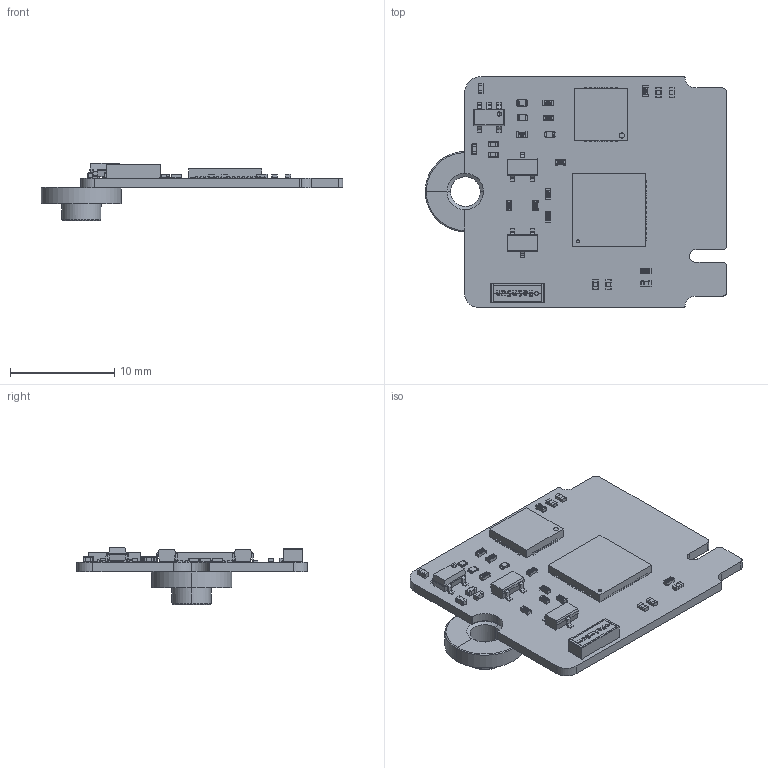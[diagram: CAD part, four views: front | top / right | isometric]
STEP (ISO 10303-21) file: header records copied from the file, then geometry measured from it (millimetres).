
FILE_DESCRIPTION(('Open CASCADE Model'),'2;1');
FILE_NAME('Open CASCADE Shape Model','2022-04-23T00:29:45',('Author'),( 'Open CASCADE'),'Open CASCADE STEP processor 6.8','Open CASCADE 6.8' ,'Unknown');
FILE_SCHEMA(('AUTOMOTIVE_DESIGN { 1 0 10303 214 1 1 1 1 }'));
Length unit declared in the file: millimetre
Products named in the file (66): PCB; Board; Open CASCADE STEP translator 6.8 1.1.1; A1; 123; R10; User_Library-User_Library-RES0402-2; U2; User_Library-QFN48-2; DS3; User_Library-LED_1006_O; Orange; Cut006; Cut005; Cut005_(Mirror_#1); Pad001; C2; User_Library-0402C; C1; R8; DS2; DS1; R7; C9; 6158148112; Terminal; Open_CASCADE_STEP_translator_6.8_54.1.1; Open_CASCADE_STEP_translator_6.8_54.1.2; Mid_Body; Open_CASCADE_STEP_translator_6.8_54.2.1; U4; User_Library-SOT23-5-2; U3; User_Library-CP2102; R9; R6; R5; R4; R3; R2 ...
Assembly tree (82 placements, depth 5):
  PCB
    Board
      Open CASCADE STEP translator 6.8 1.1.1
    A1
      123
    R10
      User_Library-User_Library-RES0402-2
    U2
      User_Library-QFN48-2
    DS3
      User_Library-LED_1006_O
        Orange
        Cut006
        Cut005
        Cut005_(Mirror_#1)
        Pad001
    C2
      User_Library-0402C
    C1
      User_Library-0402C
    R8
      User_Library-User_Library-RES0402-2
    DS2
      User_Library-LED_1006_O
        Orange
        Cut006
        Cut005
        Cut005_(Mirror_#1)
        Pad001
    DS1
      User_Library-LED_1006_O
        Orange
        Cut006
        Cut005
        Cut005_(Mirror_#1)
        Pad001
    R7
      User_Library-User_Library-RES0402-2
    C9
      6158148112
        Terminal
          Open_CASCADE_STEP_translator_6.8_54.1.1
          Open_CASCADE_STEP_translator_6.8_54.1.2
        Mid_Body
          Open_CASCADE_STEP_translator_6.8_54.2.1
    U4
      User_Library-SOT23-5-2
    U3
      User_Library-CP2102
    R9
      User_Library-User_Library-RES0402-2
    R6
      User_Library-User_Library-RES0402-2
    R5
      User_Library-User_Library-RES0402-2
    R4
      User_Library-User_Library-RES0402-2
    R3
      User_Library-User_Library-RES0402-2
    R2
Bounding box: 28.91 x 22.14 x 5.55 mm (x, y, z)
Volume: 641.5 mm3; surface area: 1713.1 mm2
Topology: 85 solids, 218 shells, 3703 faces, 9639 edges, 6137 vertices
Faces by surface type: plane 1999, cylinder 1004, bspline 464, sphere 194, revolution 40, cone 2
Entity records: 59223 total; most frequent: CARTESIAN_POINT 16560, ORIENTED_EDGE 7621, DIRECTION 6721, EDGE_CURVE 4122, VERTEX_POINT 2875, LINE 2533, VECTOR 2533, AXIS2_PLACEMENT_3D 2090
